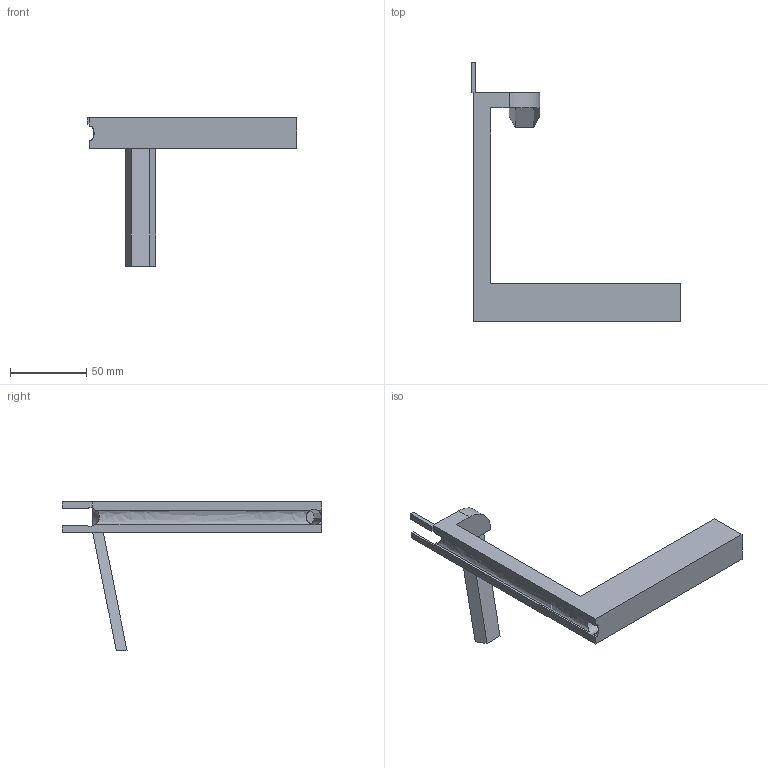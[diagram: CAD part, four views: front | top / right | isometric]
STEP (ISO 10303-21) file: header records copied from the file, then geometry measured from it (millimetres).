
FILE_DESCRIPTION( ( '' ), ' ' );
FILE_NAME( '5ae7d6400d08e30f9e09cb88.step', '2018-05-01T02:51:45', ( '' ), ( '' ), ' ', ' ', ' ' );
FILE_SCHEMA( ( 'AUTOMOTIVE_DESIGN { 1 0 10303 214 1 1 1 1 }' ) );
Length unit declared in the file: metre
Products named in the file (1): Part 1
Bounding box: 137.07 x 170 x 97.12 mm (x, y, z)
Volume: 89143.9 mm3; surface area: 32766 mm2
Topology: 1 solids, 1 shells, 49 faces, 128 edges, 81 vertices
Faces by surface type: plane 35, cylinder 7, extrusion 4, torus 3
Full cylindrical faces by diameter (mm): 12 x1
Entity records: 2348 total; most frequent: CARTESIAN_POINT 805, ORIENTED_EDGE 242, DIRECTION 213, EDGE_CURVE 121, VECTOR 81, VERTEX_POINT 77, LINE 77, AXIS2_PLACEMENT_3D 66
